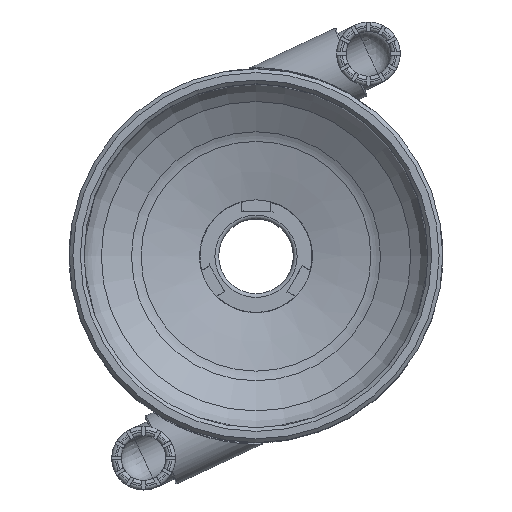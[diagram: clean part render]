
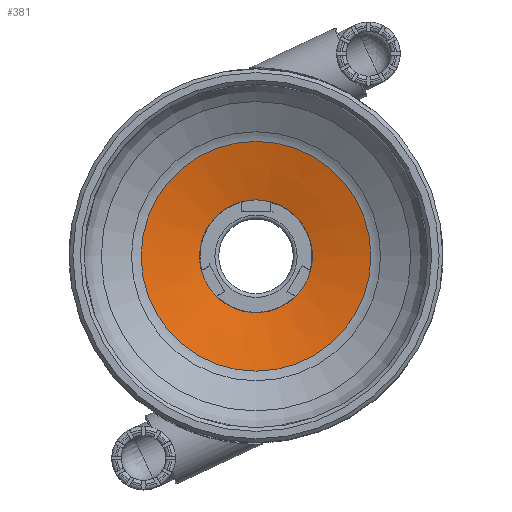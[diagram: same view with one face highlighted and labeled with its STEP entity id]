
A CAD part, top view. The second image highlights one B-rep face of the part: STEP entity #381.
In plain terms, the highlighted conical face has half-angle 76 degrees and reference radius 11.459 mm.
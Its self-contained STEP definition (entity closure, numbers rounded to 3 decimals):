
#381=ADVANCED_FACE('',(#1175,#1177),#1179,.F.);
#1175=FACE_BOUND('',#1176,.T.);
#1176=EDGE_LOOP('',(#3277,#3278,#3279,#3280,#3281,#3282,#3283));
#1177=FACE_OUTER_BOUND('',#1178,.T.);
#1178=EDGE_LOOP('',(#3284));
#1179=CONICAL_SURFACE('',#1180,11.459,1.326);
#1180=AXIS2_PLACEMENT_3D('',#1181,#1182,#1183);
#1181=CARTESIAN_POINT('',(0.,0.,0.975));
#1182=DIRECTION('',(0.,0.,1.));
#1183=DIRECTION('',(1.,0.,0.));
#3277=ORIENTED_EDGE('',*,*,#4014,.F.);
#3278=ORIENTED_EDGE('',*,*,#3988,.T.);
#3279=ORIENTED_EDGE('',*,*,#4015,.F.);
#3280=ORIENTED_EDGE('',*,*,#4011,.T.);
#3281=ORIENTED_EDGE('',*,*,#4010,.T.);
#3282=ORIENTED_EDGE('',*,*,#4016,.F.);
#3283=ORIENTED_EDGE('',*,*,#3999,.T.);
#3284=ORIENTED_EDGE('',*,*,#3979,.F.);
#3979=EDGE_CURVE('',#4428,#4428,#4429,.T.);
#3988=EDGE_CURVE('',#4444,#4439,#4445,.T.);
#3999=EDGE_CURVE('',#4462,#4457,#4463,.T.);
#4010=EDGE_CURVE('',#4480,#4475,#4481,.T.);
#4011=EDGE_CURVE('',#4482,#4480,#4483,.T.);
#4014=EDGE_CURVE('',#4444,#4457,#4486,.F.);
#4015=EDGE_CURVE('',#4482,#4439,#4487,.F.);
#4016=EDGE_CURVE('',#4462,#4475,#4488,.F.);
#4428=VERTEX_POINT('',#7086);
#4429=CIRCLE('',#7087,15.368);
#4439=VERTEX_POINT('',#7176);
#4444=VERTEX_POINT('',#7209);
#4445=CIRCLE('',#7210,7.55);
#4457=VERTEX_POINT('',#7323);
#4462=VERTEX_POINT('',#7356);
#4463=CIRCLE('',#7357,7.55);
#4475=VERTEX_POINT('',#7469);
#4480=VERTEX_POINT('',#7502);
#4481=CIRCLE('',#7503,7.55);
#4482=VERTEX_POINT('',#7507);
#4483=CIRCLE('',#7508,7.55);
#4486=CIRCLE('',#7535,7.55);
#4487=CIRCLE('',#7539,7.55);
#4488=CIRCLE('',#7543,7.55);
#7086=CARTESIAN_POINT('',(-15.368,0.,1.949));
#7087=AXIS2_PLACEMENT_3D('',#7088,#7089,#7090);
#7088=CARTESIAN_POINT('',(0.,0.,1.949));
#7089=DIRECTION('',(0.,0.,-1.));
#7090=DIRECTION('',(-1.,0.,0.));
#7176=CARTESIAN_POINT('',(-5.305,-5.372,0.));
#7209=CARTESIAN_POINT('',(5.305,-5.372,0.));
#7210=AXIS2_PLACEMENT_3D('',#7211,#7212,#7213);
#7211=CARTESIAN_POINT('',(0.,0.,0.));
#7212=DIRECTION('',(0.,0.,-1.));
#7213=DIRECTION('',(0.703,-0.712,0.));
#7323=CARTESIAN_POINT('',(7.305,-1.908,0.));
#7356=CARTESIAN_POINT('',(2.,7.28,0.));
#7357=AXIS2_PLACEMENT_3D('',#7358,#7359,#7360);
#7358=CARTESIAN_POINT('',(0.,0.,0.));
#7359=DIRECTION('',(0.,0.,-1.));
#7360=DIRECTION('',(0.265,0.964,0.));
#7469=CARTESIAN_POINT('',(-2.,7.28,0.));
#7502=CARTESIAN_POINT('',(-7.55,0.,0.));
#7503=AXIS2_PLACEMENT_3D('',#7504,#7505,#7506);
#7504=CARTESIAN_POINT('',(0.,0.,0.));
#7505=DIRECTION('',(0.,0.,-1.));
#7506=DIRECTION('',(-1.,0.,0.));
#7507=CARTESIAN_POINT('',(-7.305,-1.908,0.));
#7508=AXIS2_PLACEMENT_3D('',#7509,#7510,#7511);
#7509=CARTESIAN_POINT('',(0.,0.,0.));
#7510=DIRECTION('',(0.,0.,-1.));
#7511=DIRECTION('',(-0.968,-0.253,0.));
#7535=AXIS2_PLACEMENT_3D('',#7536,#7537,#7538);
#7536=CARTESIAN_POINT('',(0.,0.,0.));
#7537=DIRECTION('',(0.,0.,-1.));
#7538=DIRECTION('',(0.968,-0.253,0.));
#7539=AXIS2_PLACEMENT_3D('',#7540,#7541,#7542);
#7540=CARTESIAN_POINT('',(0.,0.,0.));
#7541=DIRECTION('',(0.,0.,-1.));
#7542=DIRECTION('',(-0.703,-0.712,0.));
#7543=AXIS2_PLACEMENT_3D('',#7544,#7545,#7546);
#7544=CARTESIAN_POINT('',(0.,0.,0.));
#7545=DIRECTION('',(0.,0.,-1.));
#7546=DIRECTION('',(-0.265,0.964,0.));
